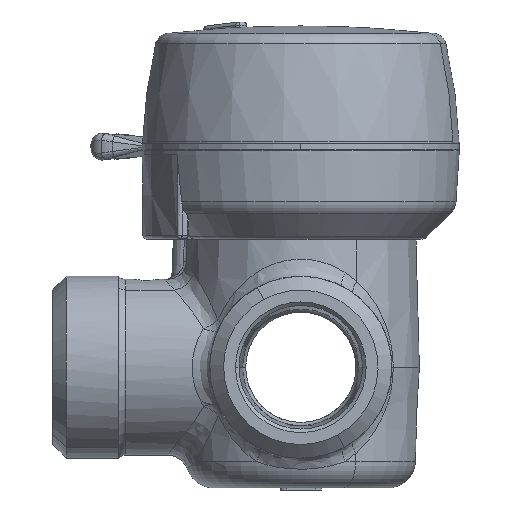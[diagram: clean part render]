
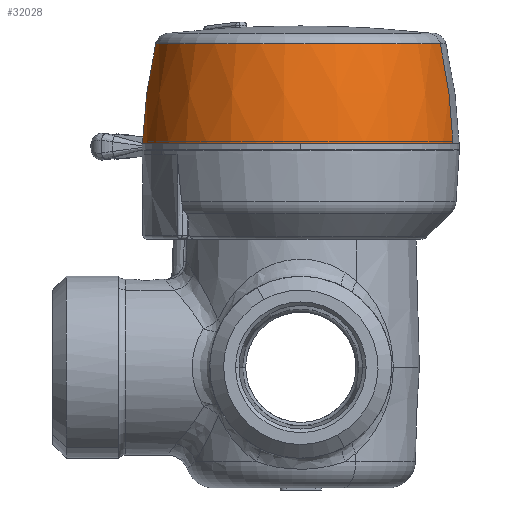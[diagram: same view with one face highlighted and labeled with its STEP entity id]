
A CAD part, front view. The second image highlights one B-rep face of the part: STEP entity #32028.
In plain terms, the highlighted face is a revolution surface.
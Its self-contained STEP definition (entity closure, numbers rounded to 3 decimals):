
#31966=AXIS2_PLACEMENT_3D('Circle Axis2P3D',#31964,#31965,$) ;
#32011=AXIS2_PLACEMENT_3D('Circle Axis2P3D',#32009,#32010,$) ;
#31959=CARTESIAN_POINT('Vertex',(11.027,-20.184,66.5)) ;
#31961=CARTESIAN_POINT('Vertex',(-11.027,20.184,66.5)) ;
#31964=CARTESIAN_POINT('Axis2P3D Location',(0.,0.,66.5)) ;
#31993=CARTESIAN_POINT('Control Point',(0.,23.,66.5)) ;
#31994=CARTESIAN_POINT('Control Point',(0.,22.831,71.344)) ;
#31995=CARTESIAN_POINT('Control Point',(0.,22.191,76.171)) ;
#31996=CARTESIAN_POINT('Control Point',(0.,21.092,80.891)) ;
#31997=CARTESIAN_POINT('Axis1P Location',(0.,0.,75.)) ;
#32002=CARTESIAN_POINT('Control Point',(11.027,-20.184,66.5)) ;
#32003=CARTESIAN_POINT('Control Point',(10.946,-20.036,71.344)) ;
#32004=CARTESIAN_POINT('Control Point',(10.639,-19.474,76.171)) ;
#32005=CARTESIAN_POINT('Control Point',(10.112,-18.51,80.891)) ;
#32006=CARTESIAN_POINT('Vertex',(10.112,-18.51,80.891)) ;
#32009=CARTESIAN_POINT('Axis2P3D Location',(0.,0.,80.891)) ;
#32013=CARTESIAN_POINT('Vertex',(-10.112,18.51,80.891)) ;
#32017=CARTESIAN_POINT('Control Point',(-11.027,20.184,66.5)) ;
#32018=CARTESIAN_POINT('Control Point',(-10.946,20.036,71.344)) ;
#32019=CARTESIAN_POINT('Control Point',(-10.639,19.474,76.171)) ;
#32020=CARTESIAN_POINT('Control Point',(-10.112,18.51,80.891)) ;
#31965=DIRECTION('Axis2P3D Direction',(0.,0.,1.)) ;
#31998=DIRECTION('Axis1P Direction',(0.,0.,1.)) ;
#32010=DIRECTION('Axis2P3D Direction',(0.,0.,1.)) ;
#31999=AXIS1_PLACEMENT('Revolution Surface Axis1P',#31997,#31998) ;
#32023=ORIENTED_EDGE('',*,*,#32008,.T.) ;
#32024=ORIENTED_EDGE('',*,*,#32015,.F.) ;
#32025=ORIENTED_EDGE('',*,*,#32021,.F.) ;
#32026=ORIENTED_EDGE('',*,*,#31968,.T.) ;
#32028=ADVANCED_FACE('',(#32027),#32000,.T.) ;
#31992=B_SPLINE_CURVE_WITH_KNOTS('',3,(#31993,#31994,#31995,#31996),.UNSPECIFIED.,.F.,.U.,(4,4),(473.857,488.397),.UNSPECIFIED.) ;
#32001=B_SPLINE_CURVE_WITH_KNOTS('',3,(#32002,#32003,#32004,#32005),.UNSPECIFIED.,.F.,.U.,(4,4),(473.857,488.397),.UNSPECIFIED.) ;
#32016=B_SPLINE_CURVE_WITH_KNOTS('',3,(#32017,#32018,#32019,#32020),.UNSPECIFIED.,.F.,.U.,(4,4),(473.857,488.397),.UNSPECIFIED.) ;
#31967=CIRCLE('generated circle',#31966,23.) ;
#32012=CIRCLE('generated circle',#32011,21.092) ;
#31968=EDGE_CURVE('',#31962,#31960,#31967,.T.) ;
#32008=EDGE_CURVE('',#31960,#32007,#32001,.T.) ;
#32015=EDGE_CURVE('',#32014,#32007,#32012,.T.) ;
#32021=EDGE_CURVE('',#31962,#32014,#32016,.T.) ;
#32022=EDGE_LOOP('',(#32023,#32024,#32025,#32026)) ;
#32027=FACE_OUTER_BOUND('',#32022,.T.) ;
#32000=SURFACE_OF_REVOLUTION('Surface of Revolution',#31992,#31999) ;
#31960=VERTEX_POINT('',#31959) ;
#31962=VERTEX_POINT('',#31961) ;
#32007=VERTEX_POINT('',#32006) ;
#32014=VERTEX_POINT('',#32013) ;
